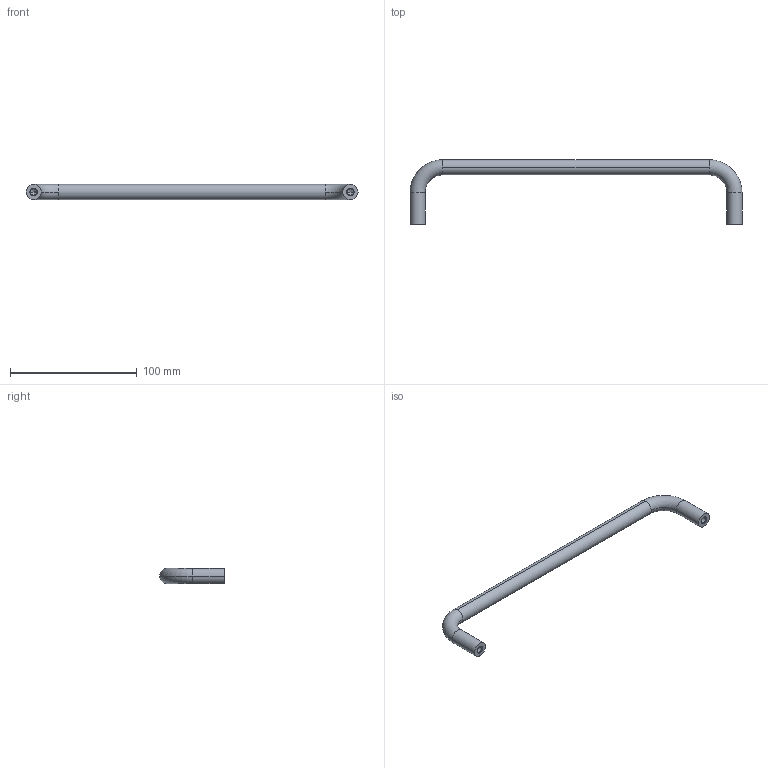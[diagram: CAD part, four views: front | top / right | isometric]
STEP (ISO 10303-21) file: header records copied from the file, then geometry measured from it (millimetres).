
FILE_DESCRIPTION(('STEP AP214'),'1');
FILE_NAME(' ',' ',('TraceParts'),('TraceParts S.A.'),'XStep 1.0',' ',' ');
FILE_SCHEMA(('automotive_design'));
Length unit declared in the file: millimetre
Products named in the file (1): 1
Bounding box: 262 x 51 x 12 mm (x, y, z)
Volume: 35959.5 mm3; surface area: 12848 mm2
Topology: 1 solids, 1 shells, 34 faces, 74 edges, 42 vertices
Faces by surface type: cylinder 14, cone 12, torus 4, plane 4
Entity records: 1754 total; most frequent: DIRECTION 184, CARTESIAN_POINT 147, STYLED_ITEM 146, PRESENTATION_STYLE_ASSIGNMENT 146, COLOUR_RGB 146, ORIENTED_EDGE 140, AXIS2_PLACEMENT_3D 79, EDGE_CURVE 70
